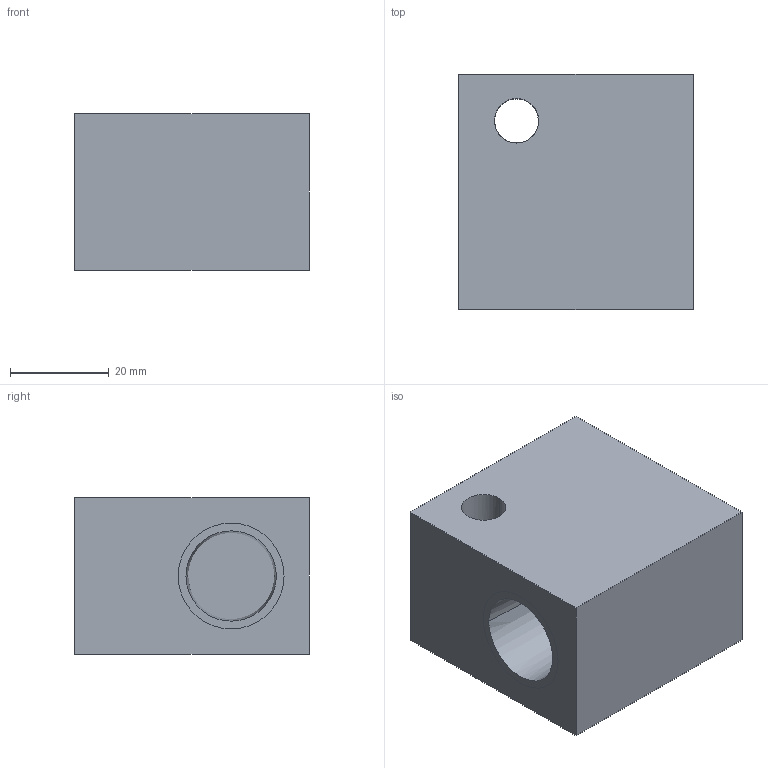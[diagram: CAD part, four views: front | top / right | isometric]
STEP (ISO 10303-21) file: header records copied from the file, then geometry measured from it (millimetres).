
FILE_DESCRIPTION((''),'2;1');
FILE_NAME('S15F04T13','2022-02-17T',('BissonC'),(''),'CREO PARAMETRIC BY PTC INC, 2015080','CREO PARAMETRIC BY PTC INC, 2015080','');
FILE_SCHEMA(('CONFIG_CONTROL_DESIGN'));
Length unit declared in the file: millimetre
Products named in the file (1): S15F04T13
Bounding box: 47.62 x 47.62 x 31.75 mm (x, y, z)
Surface area: 16478.6 mm2 (no closed solid volume)
Topology: 0 solids, 0 shells, 26 faces, 116 edges, 114 vertices
Faces by surface type: bspline 26
Entity records: 3044 total; most frequent: CARTESIAN_POINT 1949, DIRECTION 167, TRIMMED_CURVE 141, VECTOR 115, LINE 115, DEFINITIONAL_REPRESENTATION 114, PCURVE 114, COMPOSITE_CURVE_SEGMENT 114
